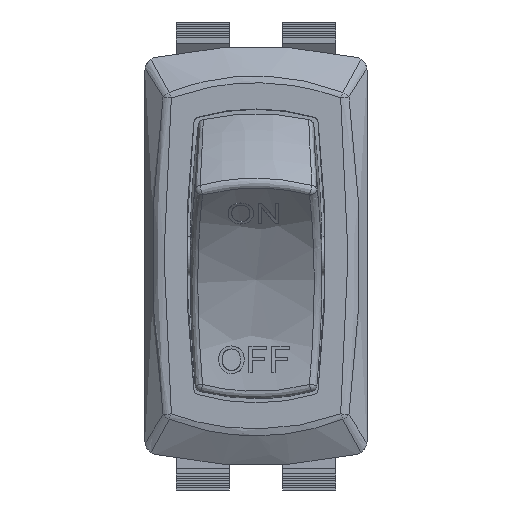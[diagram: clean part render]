
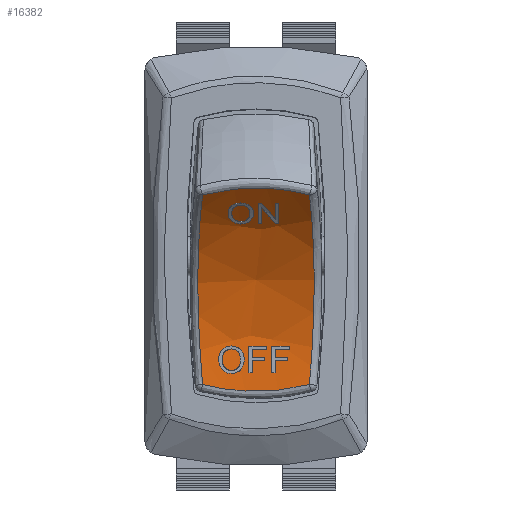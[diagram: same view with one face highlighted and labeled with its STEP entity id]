
A CAD part, top view. The second image highlights one B-rep face of the part: STEP entity #16382.
In plain terms, the highlighted free-form (B-spline) face has degree [2, 2] with [3, 3] control points.
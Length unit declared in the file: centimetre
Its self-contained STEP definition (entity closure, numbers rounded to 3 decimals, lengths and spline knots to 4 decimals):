
#97=(
BOUNDED_SURFACE()
B_SPLINE_SURFACE(2,2,((#21829,#21830,#21831),(#21832,#21833,#21834),(#21835,
#21836,#21837)),.UNSPECIFIED.,.F.,.F.,.F.)
B_SPLINE_SURFACE_WITH_KNOTS((3,3),(3,3),(-0.1425,0.1425),
(-2.064,-1.0776),.UNSPECIFIED.)
GEOMETRIC_REPRESENTATION_ITEM()
RATIONAL_B_SPLINE_SURFACE(((1.,0.881,1.),(0.99,
0.872,0.99),(1.,0.881,1.)))
REPRESENTATION_ITEM('')
SURFACE()
);
#1120=FACE_OUTER_BOUND('',#2042,.T.);
#2042=EDGE_LOOP('',(#11403,#11404,#11405,#11406));
#6329=B_SPLINE_CURVE_WITH_KNOTS('',3,(#21464,#21465,#21466,#21467,#21468),
 .UNSPECIFIED.,.F.,.F.,(4,1,4),(-1.8596,-0.9359,-0.2432),
 .UNSPECIFIED.);
#6334=B_SPLINE_CURVE_WITH_KNOTS('',3,(#21543,#21544,#21545,#21546),
 .UNSPECIFIED.,.F.,.F.,(4,4),(0.1537,0.976),
 .UNSPECIFIED.);
#6342=B_SPLINE_CURVE_WITH_KNOTS('',3,(#21675,#21676,#21677,#21678),
 .UNSPECIFIED.,.F.,.F.,(4,4),(0.1267,0.9486),
 .UNSPECIFIED.);
#6344=B_SPLINE_CURVE_WITH_KNOTS('',3,(#21713,#21714,#21715,#21716,#21717),
 .UNSPECIFIED.,.F.,.F.,(4,1,4),(-1.8596,-0.9359,-0.2432),
 .UNSPECIFIED.);
#7097=VERTEX_POINT('',#21408);
#7101=VERTEX_POINT('',#21417);
#7103=VERTEX_POINT('',#21422);
#7107=VERTEX_POINT('',#21431);
#8796=EDGE_CURVE('',#7103,#7107,#6329,.T.);
#8801=EDGE_CURVE('',#7107,#7101,#6334,.T.);
#8809=EDGE_CURVE('',#7097,#7103,#6342,.T.);
#8811=EDGE_CURVE('',#7101,#7097,#6344,.T.);
#11403=ORIENTED_EDGE('',*,*,#8796,.F.);
#11404=ORIENTED_EDGE('',*,*,#8809,.F.);
#11405=ORIENTED_EDGE('',*,*,#8811,.F.);
#11406=ORIENTED_EDGE('',*,*,#8801,.F.);
#16382=ADVANCED_FACE('',(#1120),#97,.T.);
#21408=CARTESIAN_POINT('',(0.4017,-0.9677,0.206));
#21417=CARTESIAN_POINT('',(0.4017,0.4578,0.7443));
#21422=CARTESIAN_POINT('',(-0.4017,-0.9677,0.206));
#21431=CARTESIAN_POINT('',(-0.4017,0.4578,0.7443));
#21464=CARTESIAN_POINT('Ctrl Pts',(-0.4017,-0.9677,
0.206));
#21465=CARTESIAN_POINT('Ctrl Pts',(-0.4273,-0.6702,
0.1783));
#21466=CARTESIAN_POINT('Ctrl Pts',(-0.4518,-0.1328,
0.2686));
#21467=CARTESIAN_POINT('Ctrl Pts',(-0.4209,0.3041,
0.5812));
#21468=CARTESIAN_POINT('Ctrl Pts',(-0.4017,0.4578,
0.7443));
#21543=CARTESIAN_POINT('Ctrl Pts',(-0.4017,0.4578,
0.7443));
#21544=CARTESIAN_POINT('Ctrl Pts',(-0.1413,0.5266,
0.7684));
#21545=CARTESIAN_POINT('Ctrl Pts',(0.1406,0.5268,
0.7685));
#21546=CARTESIAN_POINT('Ctrl Pts',(0.4017,0.4578,
0.7443));
#21675=CARTESIAN_POINT('Ctrl Pts',(0.4017,-0.9677,
0.206));
#21676=CARTESIAN_POINT('Ctrl Pts',(0.1411,-1.0354,
0.1786));
#21677=CARTESIAN_POINT('Ctrl Pts',(-0.1406,-1.0355,
0.1785));
#21678=CARTESIAN_POINT('Ctrl Pts',(-0.4017,-0.9677,
0.206));
#21713=CARTESIAN_POINT('Ctrl Pts',(0.4017,0.4578,
0.7443));
#21714=CARTESIAN_POINT('Ctrl Pts',(0.4273,0.2528,
0.5269));
#21715=CARTESIAN_POINT('Ctrl Pts',(0.4518,-0.2101,
0.2394));
#21716=CARTESIAN_POINT('Ctrl Pts',(0.4209,-0.7446,
0.1852));
#21717=CARTESIAN_POINT('Ctrl Pts',(0.4017,-0.9677,
0.206));
#21829=CARTESIAN_POINT('Ctrl Pts',(-0.4379,-1.0148,
0.2166));
#21830=CARTESIAN_POINT('Ctrl Pts',(-0.4379,-0.112,
0.0965));
#21831=CARTESIAN_POINT('Ctrl Pts',(-0.4379,0.4862,
0.7834));
#21832=CARTESIAN_POINT('Ctrl Pts',(0.,-1.0231,
0.1543));
#21833=CARTESIAN_POINT('Ctrl Pts',(0.,-0.0868,
0.0298));
#21834=CARTESIAN_POINT('Ctrl Pts',(0.,0.5336,
0.7421));
#21835=CARTESIAN_POINT('Ctrl Pts',(0.4379,-1.0148,
0.2166));
#21836=CARTESIAN_POINT('Ctrl Pts',(0.4379,-0.112,
0.0965));
#21837=CARTESIAN_POINT('Ctrl Pts',(0.4379,0.4862,
0.7834));
